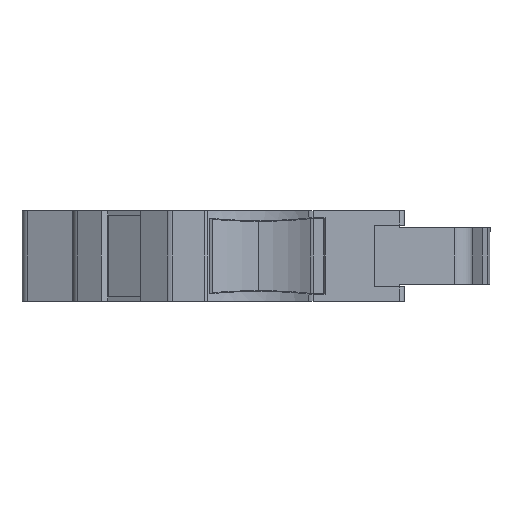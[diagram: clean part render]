
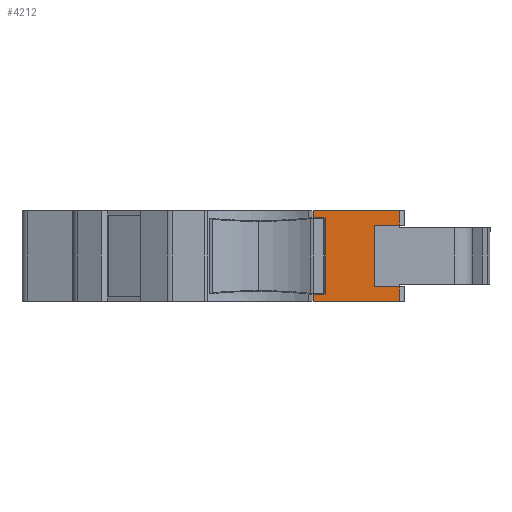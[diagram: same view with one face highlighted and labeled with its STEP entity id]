
A CAD part, left-side view. The second image highlights one B-rep face of the part: STEP entity #4212.
In plain terms, the highlighted planar face has unit normal (-1, 0, 0).
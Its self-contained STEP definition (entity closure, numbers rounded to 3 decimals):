
#150 = CARTESIAN_POINT ( 'NONE',  ( -29.958, -4.619, 4.18 ) ) ;
#314 = VECTOR ( 'NONE', #420, 1000. ) ;
#420 = DIRECTION ( 'NONE',  ( 0., 0., 1. ) ) ;
#442 = DIRECTION ( 'NONE',  ( 0., -1., 0. ) ) ;
#520 = VERTEX_POINT ( 'NONE', #1363 ) ;
#531 = DIRECTION ( 'NONE',  ( 0., 0., -1. ) ) ;
#787 = EDGE_CURVE ( 'NONE', #2188, #1446, #4108, .T. ) ;
#825 = ORIENTED_EDGE ( 'NONE', *, *, #10938, .T. ) ;
#838 = CARTESIAN_POINT ( 'NONE',  ( -29.958, -14.135, 4.18 ) ) ;
#896 = LINE ( 'NONE', #4671, #314 ) ;
#934 = VECTOR ( 'NONE', #442, 1000. ) ;
#1111 = LINE ( 'NONE', #8071, #9816 ) ;
#1126 = ORIENTED_EDGE ( 'NONE', *, *, #1447, .F. ) ;
#1158 = VECTOR ( 'NONE', #8943, 1000. ) ;
#1210 = VECTOR ( 'NONE', #3870, 1000. ) ;
#1272 = DIRECTION ( 'NONE',  ( 0., 0., -1. ) ) ;
#1363 = CARTESIAN_POINT ( 'NONE',  ( -29.958, -4.619, 4.18 ) ) ;
#1396 = EDGE_CURVE ( 'NONE', #520, #1446, #9892, .T. ) ;
#1446 = VERTEX_POINT ( 'NONE', #6532 ) ;
#1447 = EDGE_CURVE ( 'NONE', #3586, #7698, #3358, .T. ) ;
#1543 = VERTEX_POINT ( 'NONE', #10316 ) ;
#1553 = CARTESIAN_POINT ( 'NONE',  ( -29.958, -14.135, -4.22 ) ) ;
#1580 = DIRECTION ( 'NONE',  ( 0., 1., 0. ) ) ;
#1615 = ORIENTED_EDGE ( 'NONE', *, *, #7149, .T. ) ;
#1616 = DIRECTION ( 'NONE',  ( 1., 0., 0. ) ) ;
#1652 = CARTESIAN_POINT ( 'NONE',  ( -29.958, -14.635, 4.18 ) ) ;
#1679 = CARTESIAN_POINT ( 'NONE',  ( -29.958, -4.619, 4.18 ) ) ;
#1763 = CARTESIAN_POINT ( 'NONE',  ( -29.958, -5.937, -5.02 ) ) ;
#1853 = VECTOR ( 'NONE', #7345, 1000. ) ;
#1915 = CARTESIAN_POINT ( 'NONE',  ( -29.958, -11.361, -4.22 ) ) ;
#1941 = DIRECTION ( 'NONE',  ( 0., -1., 0. ) ) ;
#1957 = CARTESIAN_POINT ( 'NONE',  ( -29.958, -4.619, -5.02 ) ) ;
#2083 = PLANE ( 'NONE',  #2601 ) ;
#2107 = EDGE_CURVE ( 'NONE', #2582, #6109, #896, .T. ) ;
#2154 = VERTEX_POINT ( 'NONE', #1553 ) ;
#2188 = VERTEX_POINT ( 'NONE', #3401 ) ;
#2582 = VERTEX_POINT ( 'NONE', #10028 ) ;
#2601 = AXIS2_PLACEMENT_3D ( 'NONE', #1652, #1616, #1580 ) ;
#2611 = EDGE_CURVE ( 'NONE', #7698, #7326, #6924, .T. ) ;
#2868 = VECTOR ( 'NONE', #1941, 1000. ) ;
#3062 = VERTEX_POINT ( 'NONE', #4134 ) ;
#3085 = ORIENTED_EDGE ( 'NONE', *, *, #2107, .T. ) ;
#3358 = LINE ( 'NONE', #6928, #5293 ) ;
#3401 = CARTESIAN_POINT ( 'NONE',  ( -29.958, -14.135, 2.58 ) ) ;
#3508 = LINE ( 'NONE', #7184, #1210 ) ;
#3586 = VERTEX_POINT ( 'NONE', #1957 ) ;
#3592 = EDGE_CURVE ( 'NONE', #2582, #2154, #7264, .T. ) ;
#3598 = CARTESIAN_POINT ( 'NONE',  ( -29.958, -4.619, 3.38 ) ) ;
#3718 = ORIENTED_EDGE ( 'NONE', *, *, #5064, .F. ) ;
#3870 = DIRECTION ( 'NONE',  ( 0., -1., 0. ) ) ;
#4108 = LINE ( 'NONE', #10806, #1853 ) ;
#4134 = CARTESIAN_POINT ( 'NONE',  ( -29.958, -4.619, -5.82 ) ) ;
#4212 = ADVANCED_FACE ( 'NONE', ( #10795 ), #2083, .F. ) ;
#4242 = VECTOR ( 'NONE', #7260, 1000. ) ;
#4349 = EDGE_CURVE ( 'NONE', #2154, #1543, #8438, .T. ) ;
#4466 = CARTESIAN_POINT ( 'NONE',  ( -29.958, -11.361, 2.58 ) ) ;
#4671 = CARTESIAN_POINT ( 'NONE',  ( -29.958, -11.361, 4.18 ) ) ;
#4791 = EDGE_CURVE ( 'NONE', #3586, #3062, #8418, .T. ) ;
#5064 = EDGE_CURVE ( 'NONE', #2188, #6109, #7866, .T. ) ;
#5293 = VECTOR ( 'NONE', #7836, 1000. ) ;
#5848 = ORIENTED_EDGE ( 'NONE', *, *, #8669, .F. ) ;
#5911 = ORIENTED_EDGE ( 'NONE', *, *, #3592, .F. ) ;
#6109 = VERTEX_POINT ( 'NONE', #4466 ) ;
#6532 = CARTESIAN_POINT ( 'NONE',  ( -29.958, -14.135, 4.18 ) ) ;
#6585 = VECTOR ( 'NONE', #531, 1000. ) ;
#6751 = ORIENTED_EDGE ( 'NONE', *, *, #4349, .F. ) ;
#6844 = LINE ( 'NONE', #150, #6585 ) ;
#6924 = LINE ( 'NONE', #9839, #9183 ) ;
#6928 = CARTESIAN_POINT ( 'NONE',  ( -29.958, 6.865, -5.02 ) ) ;
#7149 = EDGE_CURVE ( 'NONE', #520, #8805, #6844, .T. ) ;
#7184 = CARTESIAN_POINT ( 'NONE',  ( -29.958, -14.635, -5.82 ) ) ;
#7260 = DIRECTION ( 'NONE',  ( 0., 0., -1. ) ) ;
#7264 = LINE ( 'NONE', #1915, #2868 ) ;
#7326 = VERTEX_POINT ( 'NONE', #9345 ) ;
#7345 = DIRECTION ( 'NONE',  ( 0., 0., 1. ) ) ;
#7698 = VERTEX_POINT ( 'NONE', #1763 ) ;
#7836 = DIRECTION ( 'NONE',  ( 0., -1., 0. ) ) ;
#7866 = LINE ( 'NONE', #8137, #1158 ) ;
#8008 = DIRECTION ( 'NONE',  ( 0., 1., 0. ) ) ;
#8071 = CARTESIAN_POINT ( 'NONE',  ( -29.958, -5.937, 3.38 ) ) ;
#8137 = CARTESIAN_POINT ( 'NONE',  ( -29.958, -14.135, 2.58 ) ) ;
#8156 = VECTOR ( 'NONE', #1272, 1000. ) ;
#8388 = ORIENTED_EDGE ( 'NONE', *, *, #787, .T. ) ;
#8418 = LINE ( 'NONE', #1679, #8156 ) ;
#8438 = LINE ( 'NONE', #838, #4242 ) ;
#8669 = EDGE_CURVE ( 'NONE', #7326, #8805, #1111, .T. ) ;
#8805 = VERTEX_POINT ( 'NONE', #3598 ) ;
#8838 = CARTESIAN_POINT ( 'NONE',  ( -29.958, -14.635, 4.18 ) ) ;
#8943 = DIRECTION ( 'NONE',  ( 0., 1., 0. ) ) ;
#9183 = VECTOR ( 'NONE', #10171, 1000. ) ;
#9345 = CARTESIAN_POINT ( 'NONE',  ( -29.958, -5.937, 3.38 ) ) ;
#9624 = ORIENTED_EDGE ( 'NONE', *, *, #1396, .F. ) ;
#9816 = VECTOR ( 'NONE', #8008, 1000. ) ;
#9839 = CARTESIAN_POINT ( 'NONE',  ( -29.958, -5.937, -5.02 ) ) ;
#9892 = LINE ( 'NONE', #8838, #934 ) ;
#9914 = ORIENTED_EDGE ( 'NONE', *, *, #2611, .F. ) ;
#9955 = ORIENTED_EDGE ( 'NONE', *, *, #4791, .T. ) ;
#10028 = CARTESIAN_POINT ( 'NONE',  ( -29.958, -11.361, -4.22 ) ) ;
#10121 = EDGE_LOOP ( 'NONE', ( #1126, #9955, #825, #6751, #5911, #3085, #3718, #8388, #9624, #1615, #5848, #9914 ) ) ;
#10171 = DIRECTION ( 'NONE',  ( 0., 0., 1. ) ) ;
#10316 = CARTESIAN_POINT ( 'NONE',  ( -29.958, -14.135, -5.82 ) ) ;
#10795 = FACE_OUTER_BOUND ( 'NONE', #10121, .T. ) ;
#10806 = CARTESIAN_POINT ( 'NONE',  ( -29.958, -14.135, 3.28 ) ) ;
#10938 = EDGE_CURVE ( 'NONE', #3062, #1543, #3508, .T. ) ;
